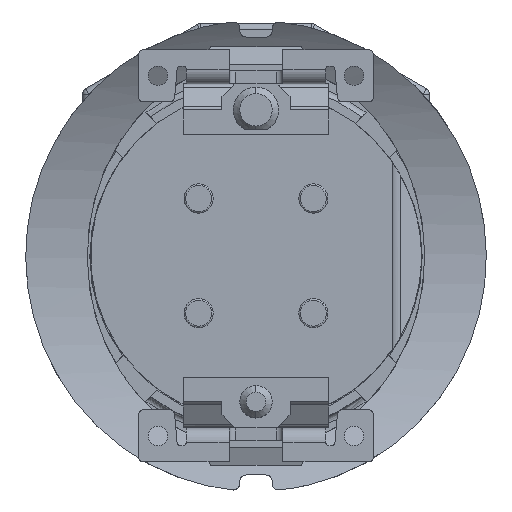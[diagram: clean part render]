
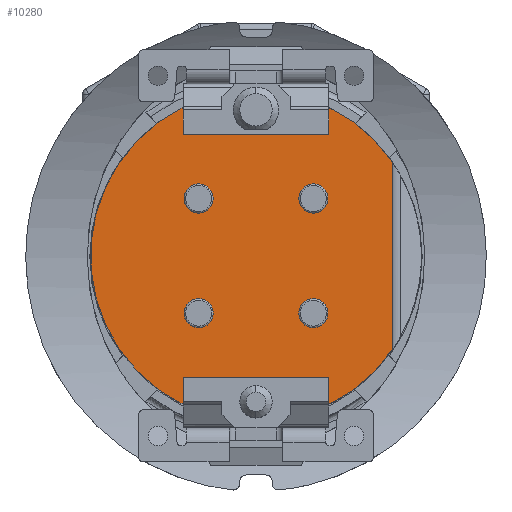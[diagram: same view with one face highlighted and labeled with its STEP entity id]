
A CAD part, top view. The second image highlights one B-rep face of the part: STEP entity #10280.
In plain terms, the highlighted planar face has unit normal (0, 0, 1).
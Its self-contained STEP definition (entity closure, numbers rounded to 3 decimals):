
#13=DIRECTION('',(0.,1.,0.));
#14=VECTOR('',#13,5.786);
#15=CARTESIAN_POINT('',(4.2,-2.893,-1.2));
#16=LINE('',#15,#14);
#17=DIRECTION('',(0.,1.,0.));
#18=VECTOR('',#17,0.827);
#19=CARTESIAN_POINT('',(2.25,-4.577,-1.2));
#20=LINE('',#19,#18);
#21=DIRECTION('',(-1.,0.,0.));
#22=VECTOR('',#21,4.5);
#23=CARTESIAN_POINT('',(2.25,-3.75,-1.2));
#24=LINE('',#23,#22);
#25=DIRECTION('',(0.,-1.,0.));
#26=VECTOR('',#25,0.827);
#27=CARTESIAN_POINT('',(-2.25,-3.75,-1.2));
#28=LINE('',#27,#26);
#29=DIRECTION('',(0.,-1.,0.));
#30=VECTOR('',#29,0.827);
#31=CARTESIAN_POINT('',(-2.25,4.577,-1.2));
#32=LINE('',#31,#30);
#33=DIRECTION('',(1.,0.,0.));
#34=VECTOR('',#33,4.5);
#35=CARTESIAN_POINT('',(-2.25,3.75,-1.2));
#36=LINE('',#35,#34);
#37=DIRECTION('',(0.,1.,0.));
#38=VECTOR('',#37,0.827);
#39=CARTESIAN_POINT('',(2.25,3.75,-1.2));
#40=LINE('',#39,#38);
#41=CARTESIAN_POINT('',(-1.768,1.768,-1.2));
#42=DIRECTION('',(0.,0.,-1.));
#43=DIRECTION('',(-0.707,-0.707,0.));
#44=AXIS2_PLACEMENT_3D('',#41,#42,#43);
#46=CARTESIAN_POINT('',(-1.768,1.768,-1.2));
#47=DIRECTION('',(0.,0.,-1.));
#48=DIRECTION('',(0.707,0.707,0.));
#49=AXIS2_PLACEMENT_3D('',#46,#47,#48);
#51=CARTESIAN_POINT('',(1.768,1.768,-1.2));
#52=DIRECTION('',(0.,0.,-1.));
#53=DIRECTION('',(-0.707,-0.707,0.));
#54=AXIS2_PLACEMENT_3D('',#51,#52,#53);
#56=CARTESIAN_POINT('',(1.768,1.768,-1.2));
#57=DIRECTION('',(0.,0.,-1.));
#58=DIRECTION('',(0.707,0.707,0.));
#59=AXIS2_PLACEMENT_3D('',#56,#57,#58);
#61=CARTESIAN_POINT('',(1.768,-1.768,-1.2));
#62=DIRECTION('',(0.,0.,-1.));
#63=DIRECTION('',(-0.707,-0.707,0.));
#64=AXIS2_PLACEMENT_3D('',#61,#62,#63);
#66=CARTESIAN_POINT('',(1.768,-1.768,-1.2));
#67=DIRECTION('',(0.,0.,-1.));
#68=DIRECTION('',(0.707,0.707,0.));
#69=AXIS2_PLACEMENT_3D('',#66,#67,#68);
#71=CARTESIAN_POINT('',(-1.768,-1.768,-1.2));
#72=DIRECTION('',(0.,0.,-1.));
#73=DIRECTION('',(-0.707,-0.707,0.));
#74=AXIS2_PLACEMENT_3D('',#71,#72,#73);
#76=CARTESIAN_POINT('',(-1.768,-1.768,-1.2));
#77=DIRECTION('',(0.,0.,-1.));
#78=DIRECTION('',(0.707,0.707,0.));
#79=AXIS2_PLACEMENT_3D('',#76,#77,#78);
#112=CARTESIAN_POINT('',(0.,0.,-1.2));
#113=DIRECTION('',(0.,0.,1.));
#114=DIRECTION('',(0.824,0.567,0.));
#115=AXIS2_PLACEMENT_3D('',#112,#113,#114);
#183=CARTESIAN_POINT('',(0.,0.,-1.2));
#184=DIRECTION('',(0.,0.,1.));
#185=DIRECTION('',(0.441,-0.897,0.));
#186=AXIS2_PLACEMENT_3D('',#183,#184,#185);
#407=CARTESIAN_POINT('',(0.,0.,-1.2));
#408=DIRECTION('',(0.,0.,-1.));
#409=DIRECTION('',(-0.441,-0.897,0.));
#410=AXIS2_PLACEMENT_3D('',#407,#408,#409);
#8122=CARTESIAN_POINT('',(2.25,-3.75,-1.2));
#8123=CARTESIAN_POINT('',(-2.25,-3.75,-1.2));
#8124=VERTEX_POINT('',#8122);
#8125=VERTEX_POINT('',#8123);
#8126=CARTESIAN_POINT('',(-2.25,-4.577,-1.2));
#8127=VERTEX_POINT('',#8126);
#8128=CARTESIAN_POINT('',(2.25,-4.577,-1.2));
#8129=VERTEX_POINT('',#8128);
#8130=CARTESIAN_POINT('',(2.25,3.75,-1.2));
#8131=CARTESIAN_POINT('',(2.25,4.577,-1.2));
#8132=VERTEX_POINT('',#8130);
#8133=VERTEX_POINT('',#8131);
#8134=CARTESIAN_POINT('',(-2.25,4.577,-1.2));
#8135=CARTESIAN_POINT('',(-2.25,3.75,-1.2));
#8136=VERTEX_POINT('',#8134);
#8137=VERTEX_POINT('',#8135);
#8996=CARTESIAN_POINT('',(4.2,-2.893,-1.2));
#8997=CARTESIAN_POINT('',(4.2,2.893,-1.2));
#8998=VERTEX_POINT('',#8996);
#8999=VERTEX_POINT('',#8997);
#10101=CARTESIAN_POINT('',(-2.051,1.485,-1.2));
#10102=CARTESIAN_POINT('',(-1.485,2.051,-1.2));
#10103=VERTEX_POINT('',#10101);
#10104=VERTEX_POINT('',#10102);
#10141=CARTESIAN_POINT('',(1.485,1.485,-1.2));
#10142=CARTESIAN_POINT('',(2.051,2.051,-1.2));
#10143=VERTEX_POINT('',#10141);
#10144=VERTEX_POINT('',#10142);
#10181=CARTESIAN_POINT('',(1.485,-2.051,-1.2));
#10182=CARTESIAN_POINT('',(2.051,-1.485,-1.2));
#10183=VERTEX_POINT('',#10181);
#10184=VERTEX_POINT('',#10182);
#10221=CARTESIAN_POINT('',(-2.051,-2.051,-1.2));
#10222=CARTESIAN_POINT('',(-1.485,-1.485,-1.2));
#10223=VERTEX_POINT('',#10221);
#10224=VERTEX_POINT('',#10222);
#10229=CARTESIAN_POINT('',(0.,0.,-1.2));
#10230=DIRECTION('',(0.,0.,1.));
#10231=DIRECTION('',(0.,1.,0.));
#10232=AXIS2_PLACEMENT_3D('',#10229,#10230,#10231);
#10233=PLANE('',#10232);
#10235=ORIENTED_EDGE('',*,*,#10234,.F.);
#10237=ORIENTED_EDGE('',*,*,#10236,.F.);
#10239=ORIENTED_EDGE('',*,*,#10238,.T.);
#10241=ORIENTED_EDGE('',*,*,#10240,.T.);
#10243=ORIENTED_EDGE('',*,*,#10242,.T.);
#10245=ORIENTED_EDGE('',*,*,#10244,.T.);
#10247=ORIENTED_EDGE('',*,*,#10246,.T.);
#10249=ORIENTED_EDGE('',*,*,#10248,.T.);
#10251=ORIENTED_EDGE('',*,*,#10250,.T.);
#10253=ORIENTED_EDGE('',*,*,#10252,.F.);
#10254=EDGE_LOOP('',(#10235,#10237,#10239,#10241,#10243,#10245,#10247,#10249,
#10251,#10253));
#10255=FACE_OUTER_BOUND('',#10254,.F.);
#10257=ORIENTED_EDGE('',*,*,#10256,.F.);
#10259=ORIENTED_EDGE('',*,*,#10258,.F.);
#10260=EDGE_LOOP('',(#10257,#10259));
#10261=FACE_BOUND('',#10260,.F.);
#10263=ORIENTED_EDGE('',*,*,#10262,.F.);
#10265=ORIENTED_EDGE('',*,*,#10264,.F.);
#10266=EDGE_LOOP('',(#10263,#10265));
#10267=FACE_BOUND('',#10266,.F.);
#10269=ORIENTED_EDGE('',*,*,#10268,.F.);
#10271=ORIENTED_EDGE('',*,*,#10270,.F.);
#10272=EDGE_LOOP('',(#10269,#10271));
#10273=FACE_BOUND('',#10272,.F.);
#10275=ORIENTED_EDGE('',*,*,#10274,.F.);
#10277=ORIENTED_EDGE('',*,*,#10276,.F.);
#10278=EDGE_LOOP('',(#10275,#10277));
#10279=FACE_BOUND('',#10278,.F.);
#45=CIRCLE('',#44,0.4);
#50=CIRCLE('',#49,0.4);
#55=CIRCLE('',#54,0.4);
#60=CIRCLE('',#59,0.4);
#65=CIRCLE('',#64,0.4);
#70=CIRCLE('',#69,0.4);
#75=CIRCLE('',#74,0.4);
#80=CIRCLE('',#79,0.4);
#116=CIRCLE('',#115,5.1);
#187=CIRCLE('',#186,5.1);
#411=CIRCLE('',#410,5.1);
#10234=EDGE_CURVE('',#8998,#8999,#16,.T.);
#10236=EDGE_CURVE('',#8129,#8998,#187,.T.);
#10238=EDGE_CURVE('',#8129,#8124,#20,.T.);
#10240=EDGE_CURVE('',#8124,#8125,#24,.T.);
#10242=EDGE_CURVE('',#8125,#8127,#28,.T.);
#10244=EDGE_CURVE('',#8127,#8136,#411,.T.);
#10246=EDGE_CURVE('',#8136,#8137,#32,.T.);
#10248=EDGE_CURVE('',#8137,#8132,#36,.T.);
#10250=EDGE_CURVE('',#8132,#8133,#40,.T.);
#10252=EDGE_CURVE('',#8999,#8133,#116,.T.);
#10256=EDGE_CURVE('',#10103,#10104,#45,.T.);
#10258=EDGE_CURVE('',#10104,#10103,#50,.T.);
#10262=EDGE_CURVE('',#10143,#10144,#55,.T.);
#10264=EDGE_CURVE('',#10144,#10143,#60,.T.);
#10268=EDGE_CURVE('',#10183,#10184,#65,.T.);
#10270=EDGE_CURVE('',#10184,#10183,#70,.T.);
#10274=EDGE_CURVE('',#10223,#10224,#75,.T.);
#10276=EDGE_CURVE('',#10224,#10223,#80,.T.);
#10280=ADVANCED_FACE('',(#10255,#10261,#10267,#10273,#10279),#10233,.T.);
